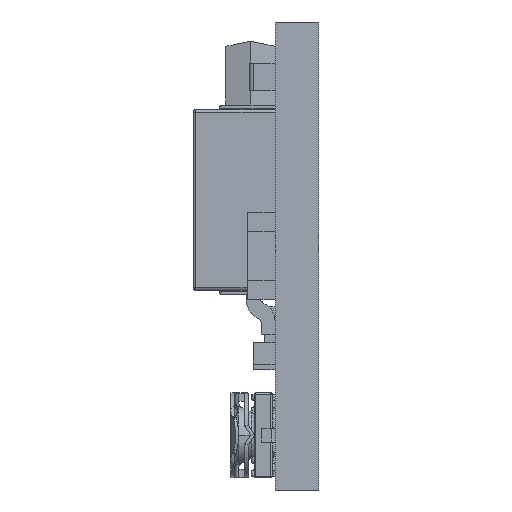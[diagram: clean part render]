
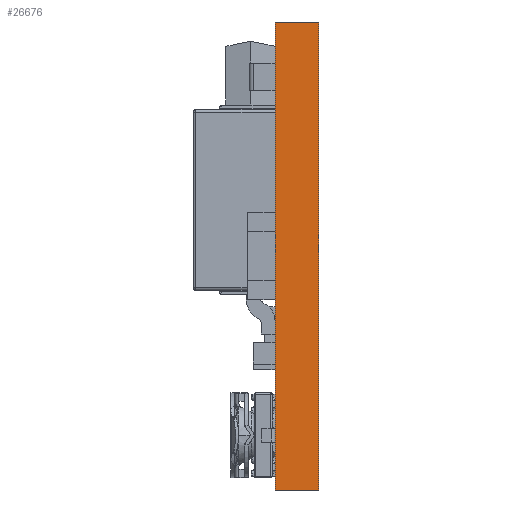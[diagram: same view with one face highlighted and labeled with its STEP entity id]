
A CAD part, left-side view. The second image highlights one B-rep face of the part: STEP entity #26676.
In plain terms, the highlighted planar face has unit normal (-1, 0, 0).
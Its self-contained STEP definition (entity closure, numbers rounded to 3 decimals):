
#405 = CARTESIAN_POINT ( 'NONE',  ( -11.2, 0., -8.55 ) ) ;
#1615 = EDGE_CURVE ( 'NONE', #4981, #13646, #4028, .T. ) ;
#1690 = EDGE_CURVE ( 'NONE', #4981, #26573, #22625, .T. ) ;
#2303 = CARTESIAN_POINT ( 'NONE',  ( -11.2, 1.6, -8.55 ) ) ;
#2341 = VECTOR ( 'NONE', #8482, 1000. ) ;
#3112 = CARTESIAN_POINT ( 'NONE',  ( -11.2, 1.6, -8.55 ) ) ;
#4028 = LINE ( 'NONE', #28970, #24840 ) ;
#4149 = DIRECTION ( 'NONE',  ( 0., -1., 0. ) ) ;
#4981 = VERTEX_POINT ( 'NONE', #2303 ) ;
#8482 = DIRECTION ( 'NONE',  ( 0., 0., 1. ) ) ;
#8642 = PLANE ( 'NONE',  #10376 ) ;
#8675 = ORIENTED_EDGE ( 'NONE', *, *, #22601, .F. ) ;
#9914 = DIRECTION ( 'NONE',  ( 0., -1., 0. ) ) ;
#10376 = AXIS2_PLACEMENT_3D ( 'NONE', #15816, #11329, #13395 ) ;
#11329 = DIRECTION ( 'NONE',  ( 1., 0., 0. ) ) ;
#13085 = CARTESIAN_POINT ( 'NONE',  ( -11.2, 1.6, 8.55 ) ) ;
#13395 = DIRECTION ( 'NONE',  ( 0., 0., -1. ) ) ;
#13646 = VERTEX_POINT ( 'NONE', #405 ) ;
#14014 = CARTESIAN_POINT ( 'NONE',  ( -11.2, 1.6, 8.55 ) ) ;
#14378 = EDGE_CURVE ( 'NONE', #13646, #18458, #17567, .T. ) ;
#14996 = ORIENTED_EDGE ( 'NONE', *, *, #1615, .T. ) ;
#15772 = VECTOR ( 'NONE', #4149, 1000. ) ;
#15816 = CARTESIAN_POINT ( 'NONE',  ( -11.2, 1.6, -8.55 ) ) ;
#17567 = LINE ( 'NONE', #18133, #2341 ) ;
#18133 = CARTESIAN_POINT ( 'NONE',  ( -11.2, 0., -8.55 ) ) ;
#18458 = VERTEX_POINT ( 'NONE', #30085 ) ;
#18848 = ORIENTED_EDGE ( 'NONE', *, *, #1690, .F. ) ;
#20982 = EDGE_LOOP ( 'NONE', ( #23262, #8675, #18848, #14996 ) ) ;
#21548 = VECTOR ( 'NONE', #22148, 1000. ) ;
#22148 = DIRECTION ( 'NONE',  ( 0., 0., 1. ) ) ;
#22437 = LINE ( 'NONE', #14014, #15772 ) ;
#22601 = EDGE_CURVE ( 'NONE', #26573, #18458, #22437, .T. ) ;
#22625 = LINE ( 'NONE', #3112, #21548 ) ;
#23262 = ORIENTED_EDGE ( 'NONE', *, *, #14378, .T. ) ;
#24840 = VECTOR ( 'NONE', #9914, 1000. ) ;
#26573 = VERTEX_POINT ( 'NONE', #13085 ) ;
#26676 = ADVANCED_FACE ( 'NONE', ( #28559 ), #8642, .F. ) ;
#28559 = FACE_OUTER_BOUND ( 'NONE', #20982, .T. ) ;
#28970 = CARTESIAN_POINT ( 'NONE',  ( -11.2, 1.6, -8.55 ) ) ;
#30085 = CARTESIAN_POINT ( 'NONE',  ( -11.2, 0., 8.55 ) ) ;
